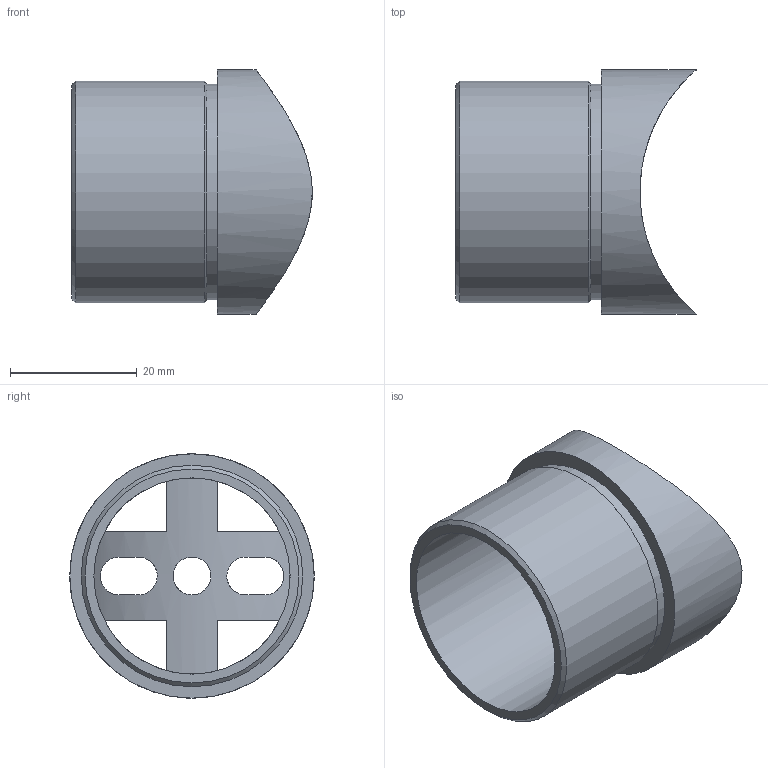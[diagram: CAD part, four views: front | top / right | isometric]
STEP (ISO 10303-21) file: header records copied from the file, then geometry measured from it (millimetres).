
FILE_DESCRIPTION(('STEP AP214'), '1');
FILE_NAME('àðò. KRT235', '2014-09-29T14:38:04', ('Áàòóðà Àíäðåé Ïàâëîâè÷'), ('Ëåñòíè÷íûé öåíòåð'), 'ASCON STEP Converter 1.3', 'ASCON Math Kernel', '');
FILE_SCHEMA(('AUTOMOTIVE_DESIGN { 1 0 10303 214 3 1 1}'));
Length unit declared in the file: millimetre
Bounding box: 38 x 38.6 x 38.6 mm (x, y, z)
Volume: 9126.3 mm3; surface area: 8956 mm2
Topology: 1 solids, 1 shells, 33 faces, 97 edges, 61 vertices
Faces by surface type: cylinder 17, plane 14, cone 2
Full cylindrical faces by diameter (mm): 6 x1, 31 x1, 34 x2, 35 x1, 38.6 x1
Entity records: 2919 total; most frequent: CARTESIAN_POINT 1778, ORIENTED_EDGE 178, DIRECTION 154, EDGE_CURVE 89, AXIS2_PLACEMENT_3D 61, VERTEX_POINT 61, EDGE_LOOP 50, FACE_BOUND 36
